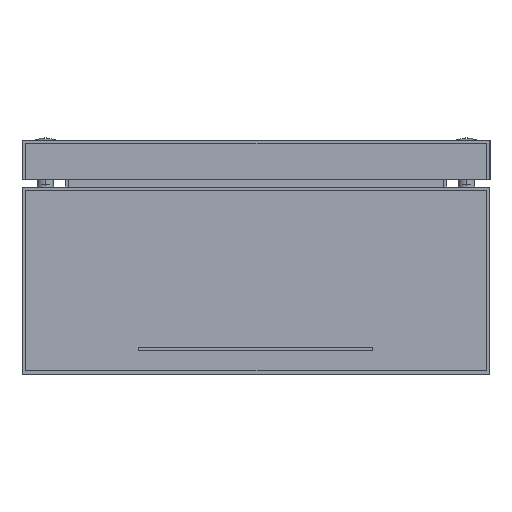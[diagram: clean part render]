
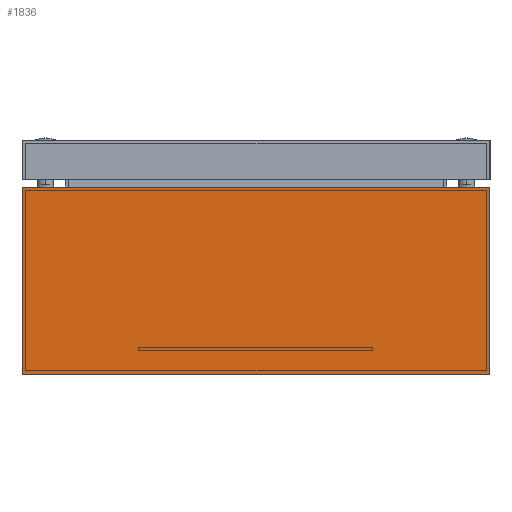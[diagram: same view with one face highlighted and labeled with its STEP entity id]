
A CAD part, left-side view. The second image highlights one B-rep face of the part: STEP entity #1836.
In plain terms, the highlighted planar face has unit normal (-1, 0, 0).
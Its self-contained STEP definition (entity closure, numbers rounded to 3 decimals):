
#58 = EDGE_LOOP ( 'NONE', ( #11467, #12549, #5609, #8910 ) ) ;
#991 = CARTESIAN_POINT ( 'NONE',  ( 0., 0., 0. ) ) ;
#1048 = CARTESIAN_POINT ( 'NONE',  ( 0., 200., 0. ) ) ;
#1158 = LINE ( 'NONE', #14176, #11640 ) ;
#1836 = ADVANCED_FACE ( 'NONE', ( #2208 ), #8077, .T. ) ;
#2208 = FACE_OUTER_BOUND ( 'NONE', #58, .T. ) ;
#2985 = CARTESIAN_POINT ( 'NONE',  ( 0., 200., 80. ) ) ;
#3113 = VECTOR ( 'NONE', #10984, 1000. ) ;
#3243 = EDGE_CURVE ( 'NONE', #5266, #13926, #1158, .T. ) ;
#4604 = CARTESIAN_POINT ( 'NONE',  ( 0., 0., 0. ) ) ;
#4636 = CARTESIAN_POINT ( 'NONE',  ( 0., 0., 80. ) ) ;
#4714 = LINE ( 'NONE', #991, #6346 ) ;
#4907 = EDGE_CURVE ( 'NONE', #12398, #5266, #4714, .T. ) ;
#5110 = CARTESIAN_POINT ( 'NONE',  ( 0., 0., 0. ) ) ;
#5266 = VERTEX_POINT ( 'NONE', #1048 ) ;
#5410 = EDGE_CURVE ( 'NONE', #12398, #10505, #11182, .T. ) ;
#5609 = ORIENTED_EDGE ( 'NONE', *, *, #4907, .F. ) ;
#6346 = VECTOR ( 'NONE', #13047, 1000. ) ;
#7598 = CARTESIAN_POINT ( 'NONE',  ( 0., 0., 80. ) ) ;
#7862 = DIRECTION ( 'NONE',  ( 0., 0., 1. ) ) ;
#8077 = PLANE ( 'NONE',  #12651 ) ;
#8337 = EDGE_CURVE ( 'NONE', #10505, #13926, #10148, .T. ) ;
#8704 = DIRECTION ( 'NONE',  ( 0., 0., 1. ) ) ;
#8910 = ORIENTED_EDGE ( 'NONE', *, *, #5410, .T. ) ;
#9364 = DIRECTION ( 'NONE',  ( 0., 0., 1. ) ) ;
#10148 = LINE ( 'NONE', #7598, #3113 ) ;
#10505 = VERTEX_POINT ( 'NONE', #4636 ) ;
#10984 = DIRECTION ( 'NONE',  ( 0., 1., 0. ) ) ;
#11182 = LINE ( 'NONE', #14903, #15036 ) ;
#11467 = ORIENTED_EDGE ( 'NONE', *, *, #8337, .T. ) ;
#11640 = VECTOR ( 'NONE', #9364, 1000. ) ;
#12398 = VERTEX_POINT ( 'NONE', #5110 ) ;
#12549 = ORIENTED_EDGE ( 'NONE', *, *, #3243, .F. ) ;
#12648 = DIRECTION ( 'NONE',  ( -1., 0., 0. ) ) ;
#12651 = AXIS2_PLACEMENT_3D ( 'NONE', #4604, #12648, #7862 ) ;
#13047 = DIRECTION ( 'NONE',  ( 0., 1., 0. ) ) ;
#13926 = VERTEX_POINT ( 'NONE', #2985 ) ;
#14176 = CARTESIAN_POINT ( 'NONE',  ( 0., 200., 0. ) ) ;
#14903 = CARTESIAN_POINT ( 'NONE',  ( 0., 0., 0. ) ) ;
#15036 = VECTOR ( 'NONE', #8704, 1000. ) ;
